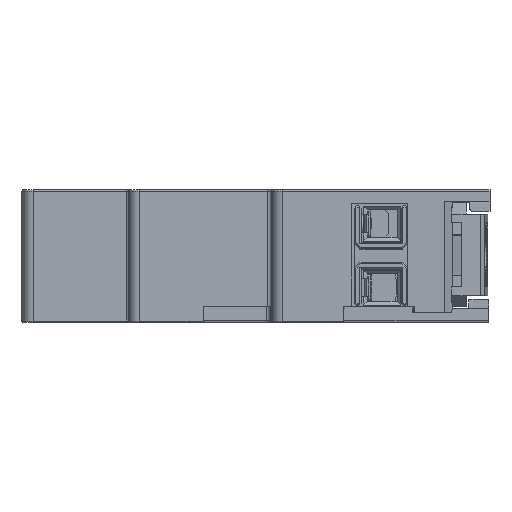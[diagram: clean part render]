
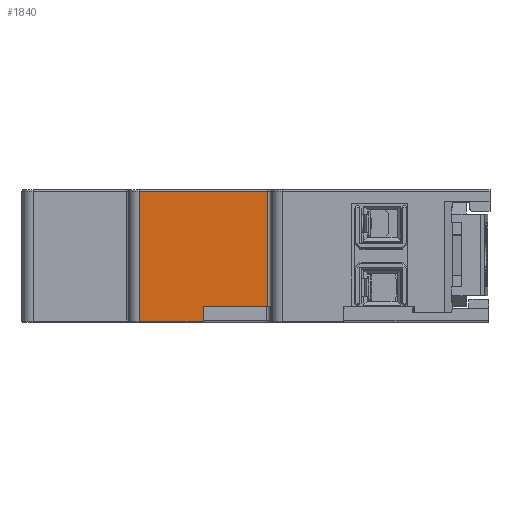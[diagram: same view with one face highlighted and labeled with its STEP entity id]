
A CAD part, left-side view. The second image highlights one B-rep face of the part: STEP entity #1840.
In plain terms, the highlighted planar face has unit normal (-1, 0.009, 0).
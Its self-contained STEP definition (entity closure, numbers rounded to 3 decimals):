
#1840=ADVANCED_FACE('',(#3420),#2622,.T.);
#2622=PLANE('',#22651);
#3420=FACE_OUTER_BOUND('',#4392,.T.);
#4392=EDGE_LOOP('',(#8862,#8863,#8864,#8865,#8866,#8867,#8868,#8869,#8870,
#8871));
#8862=ORIENTED_EDGE('',*,*,#15312,.T.);
#8863=ORIENTED_EDGE('',*,*,#15313,.T.);
#8864=ORIENTED_EDGE('',*,*,#15069,.T.);
#8865=ORIENTED_EDGE('',*,*,#15072,.T.);
#8866=ORIENTED_EDGE('',*,*,#15065,.T.);
#8867=ORIENTED_EDGE('',*,*,#15146,.F.);
#8868=ORIENTED_EDGE('',*,*,#15314,.F.);
#8869=ORIENTED_EDGE('',*,*,#15038,.F.);
#8870=ORIENTED_EDGE('',*,*,#15315,.F.);
#8871=ORIENTED_EDGE('',*,*,#15316,.F.);
#11848=VERTEX_POINT('',#33924);
#11867=VERTEX_POINT('',#33972);
#11910=VERTEX_POINT('',#34144);
#11912=VERTEX_POINT('',#34147);
#11914=VERTEX_POINT('',#34153);
#11916=VERTEX_POINT('',#34156);
#11966=VERTEX_POINT('',#34313);
#12106=VERTEX_POINT('',#34640);
#12107=VERTEX_POINT('',#34641);
#12108=VERTEX_POINT('',#34645);
#15038=EDGE_CURVE('',#11867,#11848,#18070,.T.);
#15065=EDGE_CURVE('',#11912,#11910,#18091,.T.);
#15069=EDGE_CURVE('',#11916,#11914,#18095,.T.);
#15072=EDGE_CURVE('',#11914,#11912,#18098,.T.);
#15146=EDGE_CURVE('',#11966,#11910,#18168,.T.);
#15312=EDGE_CURVE('',#12106,#12107,#18297,.T.);
#15313=EDGE_CURVE('',#12107,#11916,#18298,.T.);
#15314=EDGE_CURVE('',#11848,#11966,#18299,.T.);
#15315=EDGE_CURVE('',#12108,#11867,#18300,.T.);
#15316=EDGE_CURVE('',#12106,#12108,#18301,.T.);
#18070=LINE('',#34092,#20939);
#18091=LINE('',#34146,#20960);
#18095=LINE('',#34155,#20964);
#18098=LINE('',#34161,#20967);
#18168=LINE('',#34314,#21037);
#18297=LINE('',#34639,#21166);
#18298=LINE('',#34642,#21167);
#18299=LINE('',#34643,#21168);
#18300=LINE('',#34644,#21169);
#18301=LINE('',#34646,#21170);
#20939=VECTOR('',#27131,1.);
#20960=VECTOR('',#27184,1.);
#20964=VECTOR('',#27190,1.);
#20967=VECTOR('',#27195,1.);
#21037=VECTOR('',#27317,1.);
#21166=VECTOR('',#27560,1.);
#21167=VECTOR('',#27561,1.);
#21168=VECTOR('',#27562,1.);
#21169=VECTOR('',#27563,1.);
#21170=VECTOR('',#27564,1.);
#22651=AXIS2_PLACEMENT_3D('',#34647,#27565,#27566);
#27131=DIRECTION('',(-0.009,-1.,0.));
#27184=DIRECTION('',(0.,0.,1.));
#27190=DIRECTION('',(0.,0.,-1.));
#27195=DIRECTION('',(-0.009,-1.,0.));
#27317=DIRECTION('',(0.009,1.,0.));
#27560=DIRECTION('',(0.,0.,1.));
#27561=DIRECTION('',(-0.009,-1.,0.));
#27562=DIRECTION('',(0.,0.,-1.));
#27563=DIRECTION('',(0.,0.,1.));
#27564=DIRECTION('',(0.009,1.,0.));
#27565=DIRECTION('',(-1.,0.009,0.));
#27566=DIRECTION('',(0.,0.,-1.));
#33924=CARTESIAN_POINT('',(-33.992,24.699,34.37));
#33972=CARTESIAN_POINT('',(-33.841,42.015,34.37));
#34092=CARTESIAN_POINT('',(-33.992,24.699,34.37));
#34144=CARTESIAN_POINT('',(-33.992,24.704,18.871));
#34146=CARTESIAN_POINT('',(-33.992,24.704,32.67));
#34147=CARTESIAN_POINT('',(-33.992,24.704,18.771));
#34153=CARTESIAN_POINT('',(-33.925,32.403,18.771));
#34155=CARTESIAN_POINT('',(-33.925,32.403,18.871));
#34156=CARTESIAN_POINT('',(-33.925,32.403,18.871));
#34161=CARTESIAN_POINT('',(-33.997,24.204,18.771));
#34313=CARTESIAN_POINT('',(-33.992,24.699,18.871));
#34314=CARTESIAN_POINT('',(-33.992,24.699,18.871));
#34639=CARTESIAN_POINT('',(-33.916,33.403,18.871));
#34640=CARTESIAN_POINT('',(-33.916,33.403,16.871));
#34641=CARTESIAN_POINT('',(-33.916,33.403,18.871));
#34642=CARTESIAN_POINT('',(-33.916,33.403,18.871));
#34643=CARTESIAN_POINT('',(-33.992,24.699,34.37));
#34644=CARTESIAN_POINT('',(-33.841,42.015,34.37));
#34645=CARTESIAN_POINT('',(-33.841,42.015,16.871));
#34646=CARTESIAN_POINT('',(-33.916,33.403,16.871));
#34647=CARTESIAN_POINT('',(-33.997,24.204,34.67));
